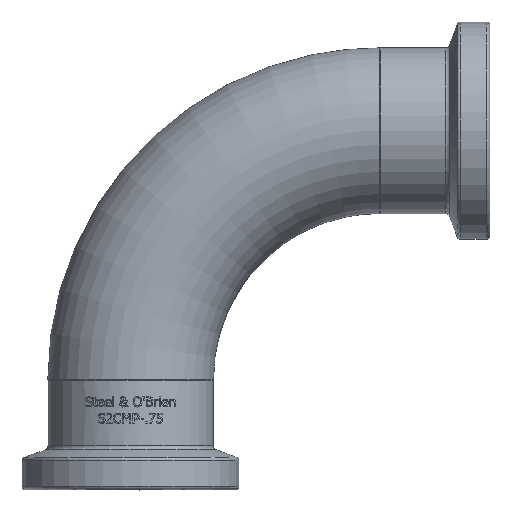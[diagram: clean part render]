
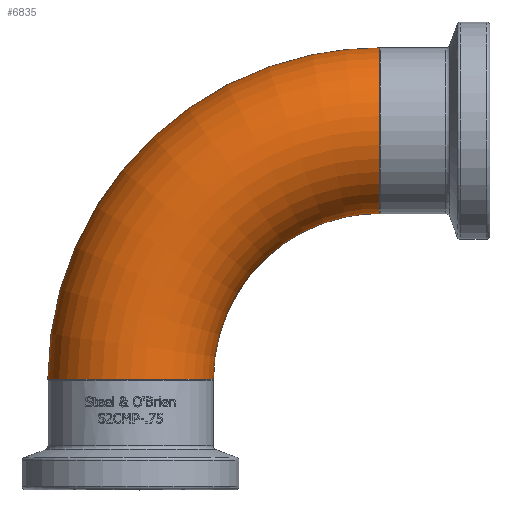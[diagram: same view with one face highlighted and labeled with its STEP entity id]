
A CAD part, top view. The second image highlights one B-rep face of the part: STEP entity #6835.
In plain terms, the highlighted toroidal (fillet/blend) face has major radius 28.575 mm and minor radius 9.525 mm.
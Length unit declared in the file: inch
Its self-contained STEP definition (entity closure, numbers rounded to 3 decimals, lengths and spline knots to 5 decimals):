
#30=TOROIDAL_SURFACE('',#7231,1.125,0.375);
#123=FACE_BOUND('',#1282,.T.);
#832=FACE_OUTER_BOUND('',#1281,.T.);
#1281=EDGE_LOOP('',(#6345));
#1282=EDGE_LOOP('',(#6346));
#1434=CIRCLE('',#7196,0.375);
#1450=CIRCLE('',#7227,0.375);
#3350=VERTEX_POINT('',#14978);
#3366=VERTEX_POINT('',#15025);
#4344=EDGE_CURVE('',#3350,#3350,#1434,.T.);
#4360=EDGE_CURVE('',#3366,#3366,#1450,.T.);
#6345=ORIENTED_EDGE('',*,*,#4360,.F.);
#6346=ORIENTED_EDGE('',*,*,#4344,.F.);
#6835=ADVANCED_FACE('',(#832,#123),#30,.T.);
#7196=AXIS2_PLACEMENT_3D('',#14979,#8384,#8385);
#7227=AXIS2_PLACEMENT_3D('',#15026,#8446,#8447);
#7231=AXIS2_PLACEMENT_3D('',#15032,#8454,#8455);
#8384=DIRECTION('center_axis',(0.,-1.,0.));
#8385=DIRECTION('ref_axis',(1.,0.,0.));
#8446=DIRECTION('center_axis',(1.,0.,0.));
#8447=DIRECTION('ref_axis',(0.,-1.,0.));
#8454=DIRECTION('center_axis',(0.,0.,
-1.));
#8455=DIRECTION('ref_axis',(-1.,0.,0.));
#14978=CARTESIAN_POINT('',(-0.375,0.,0.));
#14979=CARTESIAN_POINT('Origin',(0.,0.,
0.));
#15025=CARTESIAN_POINT('',(1.125,1.5,0.));
#15026=CARTESIAN_POINT('Origin',(1.125,1.125,0.));
#15032=CARTESIAN_POINT('Origin',(1.125,0.,0.));
